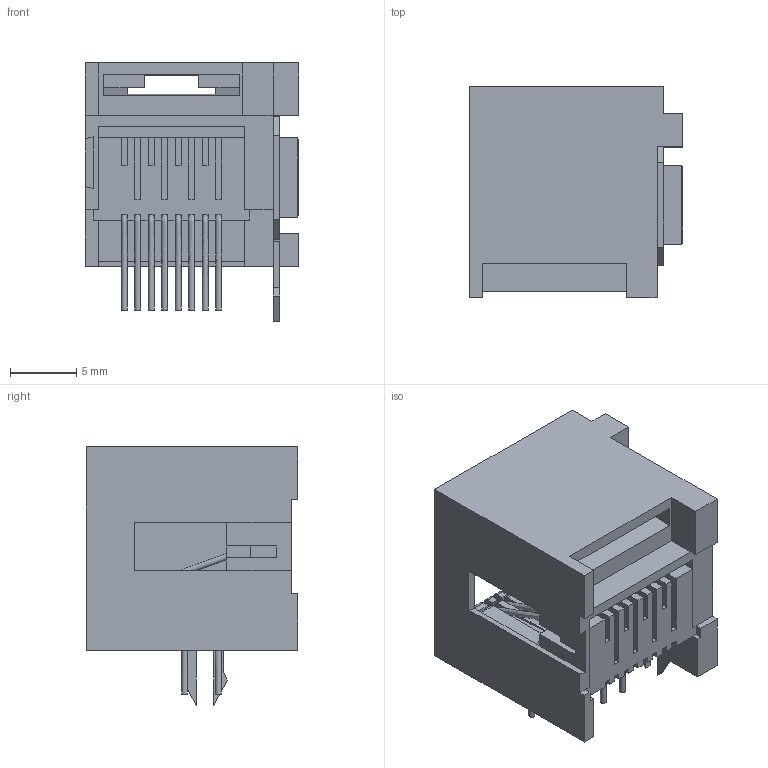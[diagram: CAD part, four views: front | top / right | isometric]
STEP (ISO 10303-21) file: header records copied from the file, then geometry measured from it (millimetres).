
FILE_DESCRIPTION(/* description */ ('Unknown'),/* implementation_level */ '2;1');
FILE_NAME(/* name */ 'J_Wurth_WR-MJ_615008149521L',/* time_stamp */ '2025-07-01T15:26:01+08:00',/* author */ ('Unknown'),/* organization */ ('Unknown'),/* preprocessor_version */ 'ST-DEVELOPER v19.4',/* originating_system */ 'Solid Edge',/* authorisation */ 'Unknown');
FILE_SCHEMA (('AUTOMOTIVE_DESIGN {1 0 10303 214 3 1 1}'));
Length unit declared in the file: millimetre
Products named in the file (2): J_Wurth_WR-MJ_615008149521L
Assembly tree (1 placements, depth 2):
  J_Wurth_WR-MJ_615008149521L
    J_Wurth_WR-MJ_615008149521L
Bounding box: 16.14 x 16 x 19.54 mm (x, y, z)
Volume: 1801.9 mm3; surface area: 3471.2 mm2
Topology: 11 solids, 11 shells, 384 faces, 1134 edges, 752 vertices
Faces by surface type: plane 338, cylinder 38, bspline 8
Entity records: 19969 total; most frequent: CARTESIAN_POINT 9536, ORIENTED_EDGE 2252, DIRECTION 1976, EDGE_CURVE 1126, LINE 1032, VECTOR 1032, VERTEX_POINT 752, AXIS2_PLACEMENT_3D 472
